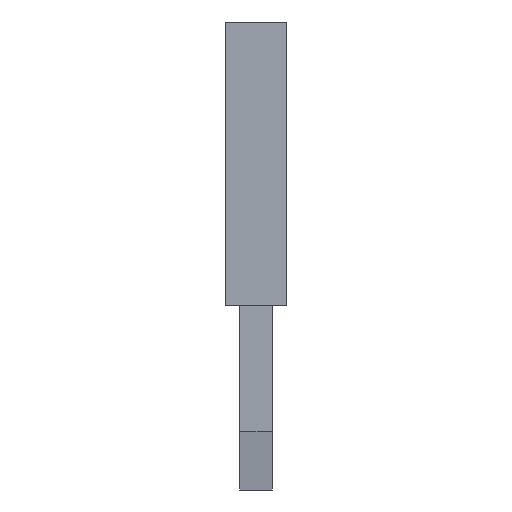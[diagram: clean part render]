
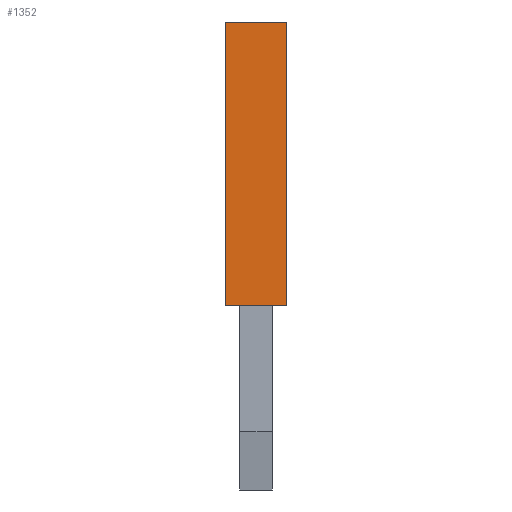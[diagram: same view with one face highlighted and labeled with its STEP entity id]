
A CAD part, left-side view. The second image highlights one B-rep face of the part: STEP entity #1352.
In plain terms, the highlighted face is planar.
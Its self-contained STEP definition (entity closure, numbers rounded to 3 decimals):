
#174=CARTESIAN_POINT('',(5.607,-23.075,73.11));
#175=VERTEX_POINT('',#174);
#176=CARTESIAN_POINT('',(2.607,-23.075,73.11));
#177=VERTEX_POINT('',#176);
#178=CARTESIAN_POINT('',(5.607,-23.075,73.11));
#179=DIRECTION('',(-1.,0.,0.));
#180=VECTOR('',#179,3.);
#181=LINE('',#178,#180);
#182=EDGE_CURVE('',#175,#177,#181,.T.);
#615=CARTESIAN_POINT('',(5.607,-9.175,73.11));
#616=VERTEX_POINT('',#615);
#623=CARTESIAN_POINT('',(5.607,-23.075,73.11));
#624=DIRECTION('',(0.,1.,0.));
#625=VECTOR('',#624,13.9);
#626=LINE('',#623,#625);
#627=EDGE_CURVE('',#175,#616,#626,.T.);
#1329=CARTESIAN_POINT('',(3.929,-14.121,73.11));
#1330=DIRECTION('',(0.,0.,-1.));
#1331=DIRECTION('',(-1.,0.,-0.));
#1332=AXIS2_PLACEMENT_3D('',#1329,#1330,#1331);
#1333=PLANE('',#1332);
#1334=CARTESIAN_POINT('',(2.607,-9.175,73.11));
#1335=VERTEX_POINT('',#1334);
#1336=CARTESIAN_POINT('',(2.607,-9.175,73.11));
#1337=DIRECTION('',(1.,0.,-0.));
#1338=VECTOR('',#1337,3.);
#1339=LINE('',#1336,#1338);
#1340=EDGE_CURVE('',#1335,#616,#1339,.T.);
#1341=ORIENTED_EDGE('',*,*,#1340,.F.);
#1342=CARTESIAN_POINT('',(2.607,-23.075,73.11));
#1343=DIRECTION('',(0.,1.,0.));
#1344=VECTOR('',#1343,13.9);
#1345=LINE('',#1342,#1344);
#1346=EDGE_CURVE('',#177,#1335,#1345,.T.);
#1347=ORIENTED_EDGE('',*,*,#1346,.F.);
#1348=ORIENTED_EDGE('',*,*,#182,.F.);
#1349=ORIENTED_EDGE('',*,*,#627,.T.);
#1350=EDGE_LOOP('',(#1341,#1347,#1348,#1349));
#1351=FACE_BOUND('',#1350,.T.);
#1352=ADVANCED_FACE('',(#1351),#1333,.F.);
